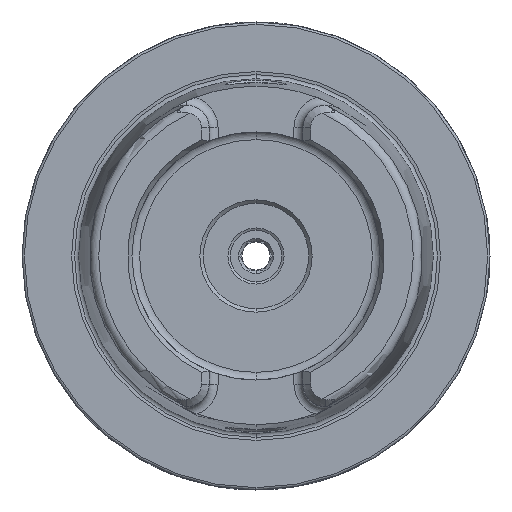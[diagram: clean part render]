
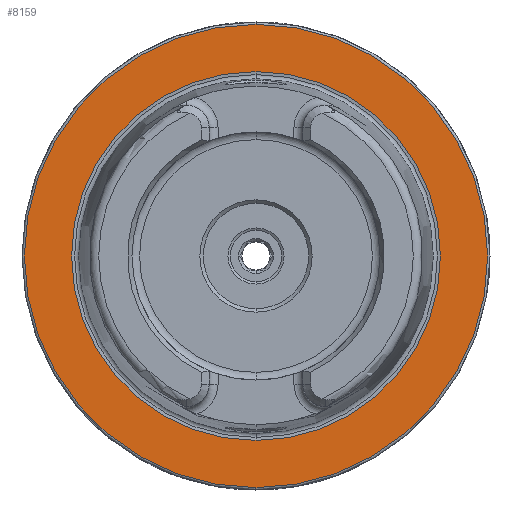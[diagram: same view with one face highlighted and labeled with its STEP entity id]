
A CAD part, left-side view. The second image highlights one B-rep face of the part: STEP entity #8159.
In plain terms, the highlighted planar face has unit normal (-1, 0, 0).
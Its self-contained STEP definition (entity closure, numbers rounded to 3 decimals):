
#316 = AXIS2_PLACEMENT_3D ( 'NONE', #3903, #9701, #4704 ) ;
#1166 = ORIENTED_EDGE ( 'NONE', *, *, #10220, .F. ) ;
#2862 = CARTESIAN_POINT ( 'NONE',  ( 0., 0., 0. ) ) ;
#2928 = DIRECTION ( 'NONE',  ( -1., 0., 0. ) ) ;
#3187 = AXIS2_PLACEMENT_3D ( 'NONE', #8830, #8800, #8453 ) ;
#3371 = ORIENTED_EDGE ( 'NONE', *, *, #4652, .T. ) ;
#3706 = DIRECTION ( 'NONE',  ( 0., 0., 1. ) ) ;
#3725 = CARTESIAN_POINT ( 'NONE',  ( 0., 0., 39.405 ) ) ;
#3805 = EDGE_LOOP ( 'NONE', ( #3371, #7799 ) ) ;
#3834 = AXIS2_PLACEMENT_3D ( 'NONE', #9175, #9625, #9047 ) ;
#3903 = CARTESIAN_POINT ( 'NONE',  ( 0., 0., 0. ) ) ;
#4121 = VERTEX_POINT ( 'NONE', #9501 ) ;
#4525 = CIRCLE ( 'NONE', #7912, 49.5 ) ;
#4652 = EDGE_CURVE ( 'NONE', #9521, #7399, #7734, .T. ) ;
#4704 = DIRECTION ( 'NONE',  ( 0., 0., 1. ) ) ;
#6282 = EDGE_LOOP ( 'NONE', ( #1166, #6829 ) ) ;
#6620 = CIRCLE ( 'NONE', #316, 39.405 ) ;
#6660 = VERTEX_POINT ( 'NONE', #3725 ) ;
#6749 = FACE_BOUND ( 'NONE', #6282, .T. ) ;
#6829 = ORIENTED_EDGE ( 'NONE', *, *, #9230, .F. ) ;
#6969 = CIRCLE ( 'NONE', #8191, 39.405 ) ;
#7146 = CARTESIAN_POINT ( 'NONE',  ( 0., 0., -49.5 ) ) ;
#7399 = VERTEX_POINT ( 'NONE', #7146 ) ;
#7734 = CIRCLE ( 'NONE', #3187, 49.5 ) ;
#7799 = ORIENTED_EDGE ( 'NONE', *, *, #10302, .T. ) ;
#7841 = CARTESIAN_POINT ( 'NONE',  ( 0., 0., 0. ) ) ;
#7912 = AXIS2_PLACEMENT_3D ( 'NONE', #7841, #2928, #8738 ) ;
#8159 = ADVANCED_FACE ( 'NONE', ( #6749, #10421 ), #9123, .F. ) ;
#8191 = AXIS2_PLACEMENT_3D ( 'NONE', #2862, #8664, #3706 ) ;
#8453 = DIRECTION ( 'NONE',  ( 0., 0., 1. ) ) ;
#8664 = DIRECTION ( 'NONE',  ( -1., 0., 0. ) ) ;
#8738 = DIRECTION ( 'NONE',  ( 0., 0., 1. ) ) ;
#8800 = DIRECTION ( 'NONE',  ( -1., 0., 0. ) ) ;
#8830 = CARTESIAN_POINT ( 'NONE',  ( 0., 0., 0. ) ) ;
#9047 = DIRECTION ( 'NONE',  ( 0., 0., -1. ) ) ;
#9123 = PLANE ( 'NONE',  #3834 ) ;
#9175 = CARTESIAN_POINT ( 'NONE',  ( 0., 49.5, 0. ) ) ;
#9230 = EDGE_CURVE ( 'NONE', #4121, #6660, #6620, .T. ) ;
#9501 = CARTESIAN_POINT ( 'NONE',  ( 0., 0., -39.405 ) ) ;
#9521 = VERTEX_POINT ( 'NONE', #10900 ) ;
#9625 = DIRECTION ( 'NONE',  ( 1., 0., 0. ) ) ;
#9701 = DIRECTION ( 'NONE',  ( -1., 0., 0. ) ) ;
#10220 = EDGE_CURVE ( 'NONE', #6660, #4121, #6969, .T. ) ;
#10302 = EDGE_CURVE ( 'NONE', #7399, #9521, #4525, .T. ) ;
#10421 = FACE_OUTER_BOUND ( 'NONE', #3805, .T. ) ;
#10900 = CARTESIAN_POINT ( 'NONE',  ( 0., 0., 49.5 ) ) ;
